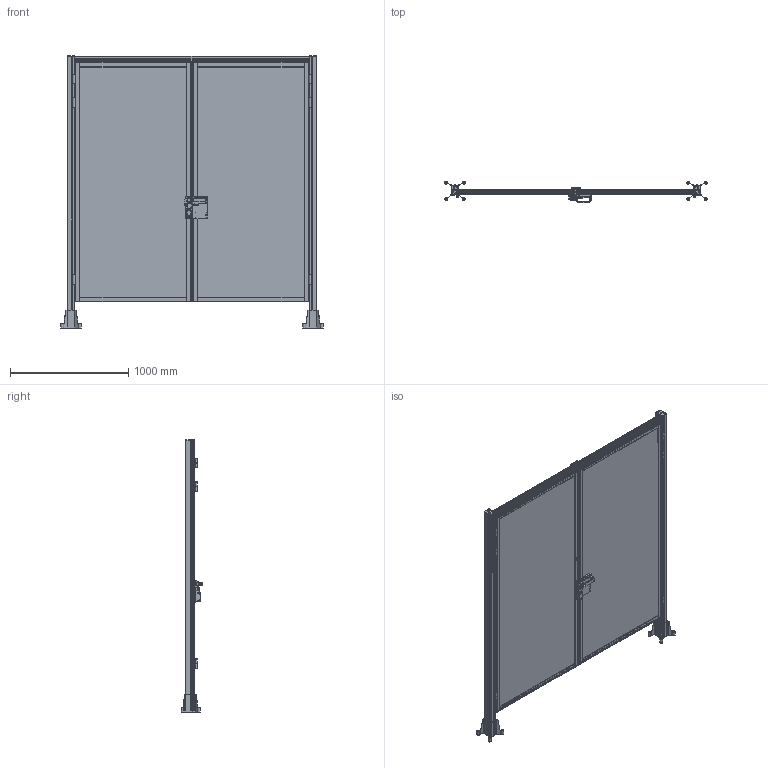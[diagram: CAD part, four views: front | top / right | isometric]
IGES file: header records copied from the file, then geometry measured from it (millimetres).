
Global section: file name: No Iges File Name specified; native system: Autodesk Inventor 2012; preprocessor: AutoDesk Inventor Iges Exporter R2012; author: marina kaa; date: 20121123.142000; units: millimetre
Bounding box: 2223.97 x 185.07 x 2304 mm (x, y, z)
Volume: 30738228.2 mm3; surface area: 20100588.5 mm2
Topology: 39 solids, 53 shells, 4137 faces, 12201 edges, 7948 vertices
Faces by surface type: plane 2152, revolution 1065, cylinder 655, cone 181, sphere 66, bspline 10, torus 8
Full cylindrical faces by diameter (mm): 3.8 x4, 5 x4, 5.8 x4, 6 x7, 7.8 x10, 7.9 x10, 8 x3, 8.5 x4, 9.8 x1, 10 x6, 11.8 x10, 13 x2, 14 x2, 20 x6
